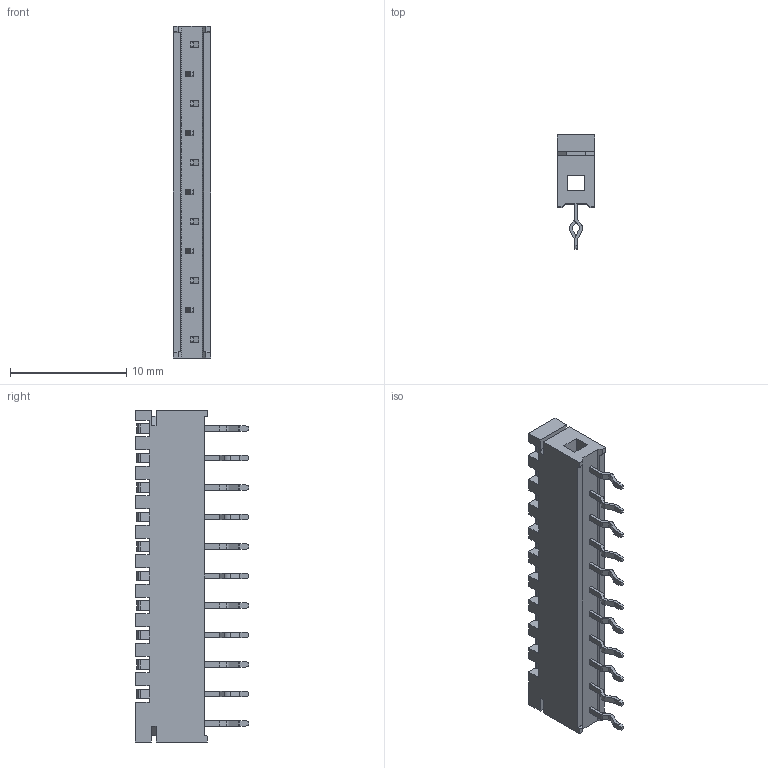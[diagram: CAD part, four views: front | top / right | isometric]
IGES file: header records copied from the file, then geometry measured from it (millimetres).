
Start section:  PTC IGES file: sxv-10p.igs
Global section: file name: sxv-10p.igs; native system: Pro/ENGINEER by Parametric Technology Corporation; preprocessor: 2010180; author: user; organization: Unknown; date: 20120622.112357; units: millimetre
Bounding box: 3.2 x 9.82 x 28.6 mm (x, y, z)
Surface area: 924.3 mm2 (no closed solid volume)
Topology: 0 solids, 0 shells, 1049 faces, 6060 edges, 6060 vertices
Faces by surface type: bspline 971, revolution 78
